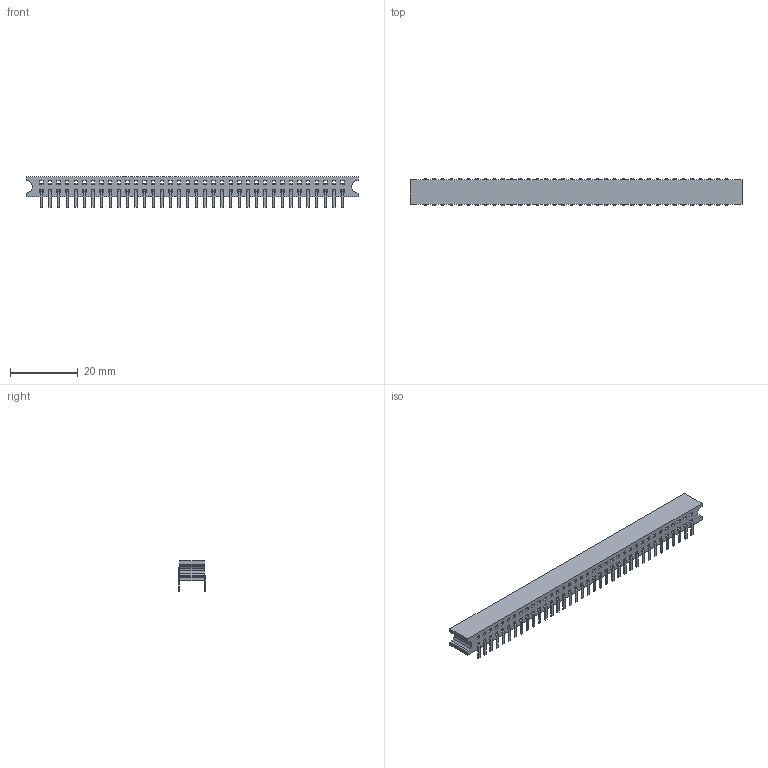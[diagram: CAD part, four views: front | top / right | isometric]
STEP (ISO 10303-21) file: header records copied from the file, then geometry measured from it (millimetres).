
FILE_DESCRIPTION(('FreeCAD Model'),'2;1');
FILE_NAME('Open CASCADE Shape Model','2025-01-21T15:13:47',(''),(''), 'Open CASCADE STEP processor 7.8','FreeCAD','Unknown');
FILE_SCHEMA(('AUTOMOTIVE_DESIGN { 1 0 10303 214 1 1 1 1 }'));
Length unit declared in the file: millimetre
Products named in the file (3): AMP_1_534204_4; difference; Group
Assembly tree (2 placements, depth 2):
  AMP_1_534204_4
    difference
    Group
Bounding box: 98 x 8.17 x 9 mm (x, y, z)
Volume: 3691.6 mm3; surface area: 5491.5 mm2
Topology: 73 solids, 73 shells, 744 faces, 1794 edges, 1196 vertices
Faces by surface type: plane 744
Entity records: 22050 total; most frequent: CARTESIAN_POINT 3737, ORIENTED_EDGE 3588, DIRECTION 3288, EDGE_CURVE 1794, LINE 1794, VECTOR 1794, VERTEX_POINT 1196, FACE_BOUND 888
